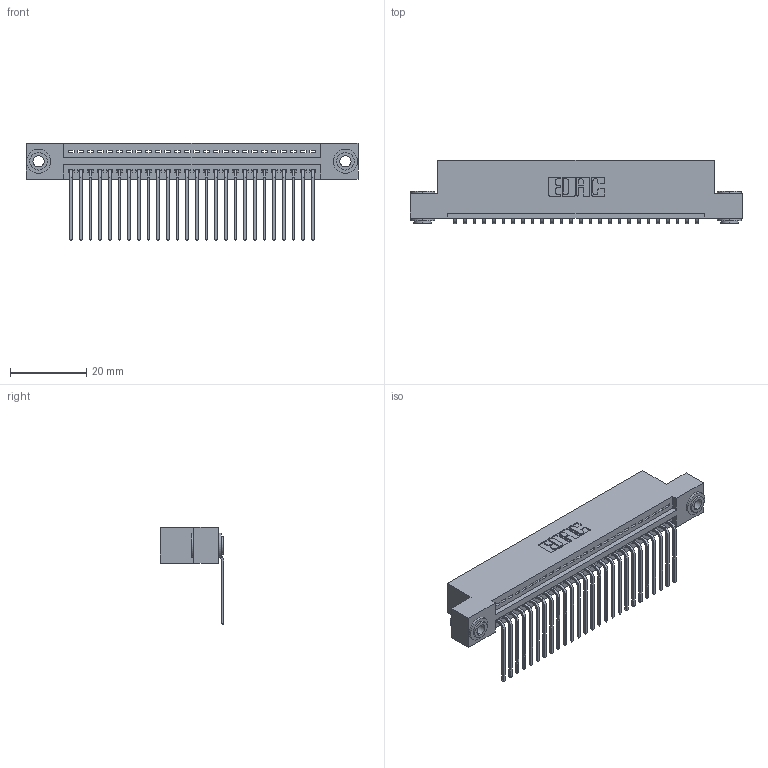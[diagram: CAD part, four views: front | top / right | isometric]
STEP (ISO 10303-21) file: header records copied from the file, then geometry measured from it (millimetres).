
FILE_DESCRIPTION (( 'STEP AP203' ), '1' );
FILE_NAME ('395-026-559-103.STEP', '2018-11-10T02:31:54', ( '' ), ( '' ), 'SwSTEP 2.0', 'SolidWorks 2016', '' );
FILE_SCHEMA (( 'CONFIG_CONTROL_DESIGN' ));
Length unit declared in the file: inch
Products named in the file (4): 345-250-002_345-250-002-102; 345 Part_Flush Mounting Lugs - 0.156 Dia-TH; 395-026-559-103; 345-292-001_558 559 Tail - 1
Assembly tree (29 placements, depth 2):
  395-026-559-103
    345 Part_Flush Mounting Lugs - 0.156 Dia-TH
    345-292-001_558 559 Tail - 1  x26
    345-250-002_345-250-002-102  x2
Bounding box: 87.25 x 16.75 x 25.53 mm (x, y, z)
Volume: 8262 mm3; surface area: 11485.4 mm2
Topology: 29 solids, 29 shells, 1724 faces, 5149 edges, 3394 vertices
Faces by surface type: plane 1182, cylinder 534, cone 8
Entity records: 22456 total; most frequent: CARTESIAN_POINT 3869, ORIENTED_EDGE 3822, DIRECTION 3433, EDGE_CURVE 1911, VECTOR 1651, LINE 1651, VERTEX_POINT 1270, AXIS2_PLACEMENT_3D 891
